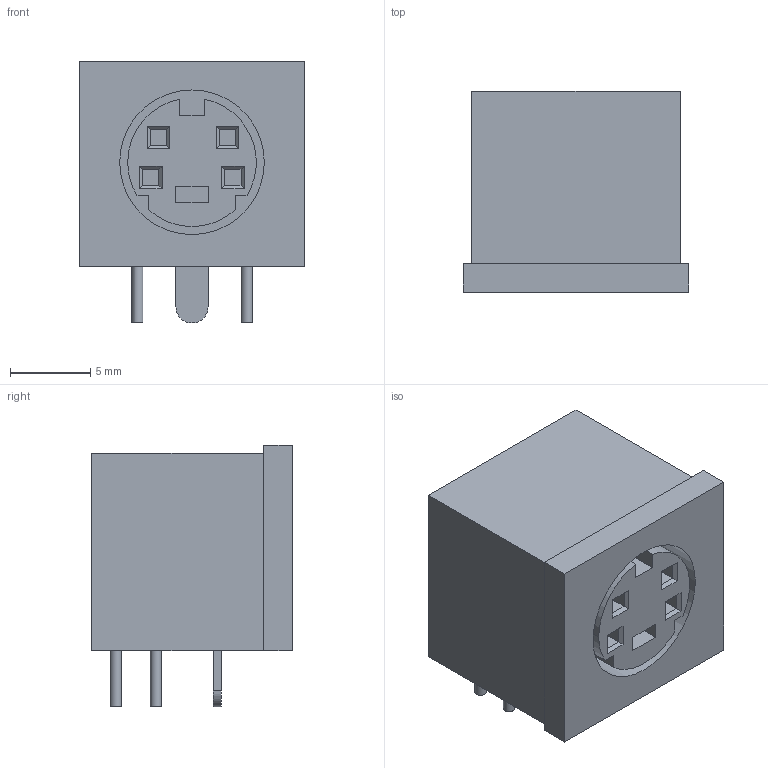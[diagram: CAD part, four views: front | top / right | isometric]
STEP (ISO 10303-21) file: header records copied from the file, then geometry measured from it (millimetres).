
FILE_DESCRIPTION(('HOOPS Exchange Step'),'2;1');
FILE_NAME('export-80CD2A10-A4EC-40CA-95D1-711644B3F2B9.stp','2025-02-06T11:23:37+01:00',('runds'),('Alibre'),'HOOPS Exchange 2024.5','Alibre','Unknown authorisation');
FILE_SCHEMA( ('AP242_MANAGED_MODEL_BASED_3D_ENGINEERING_MIM_LF {1 0 10303 442 1 1 4 }') );
Length unit declared in the file: millimetre
Products named in the file (1): Conn_Mini_DIN_round_4
Bounding box: 14 x 12.5 x 16.3 mm (x, y, z)
Volume: 1933.4 mm3; surface area: 1433.6 mm2
Topology: 1 solids, 1 shells, 78 faces, 186 edges, 122 vertices
Faces by surface type: plane 68, cylinder 10
Full cylindrical faces by diameter (mm): 0.7 x4, 9 x1
Entity records: 2323 total; most frequent: CARTESIAN_POINT 388, DIRECTION 376, ORIENTED_EDGE 372, EDGE_CURVE 186, VECTOR 156, LINE 156, VERTEX_POINT 122, AXIS2_PLACEMENT_3D 110
